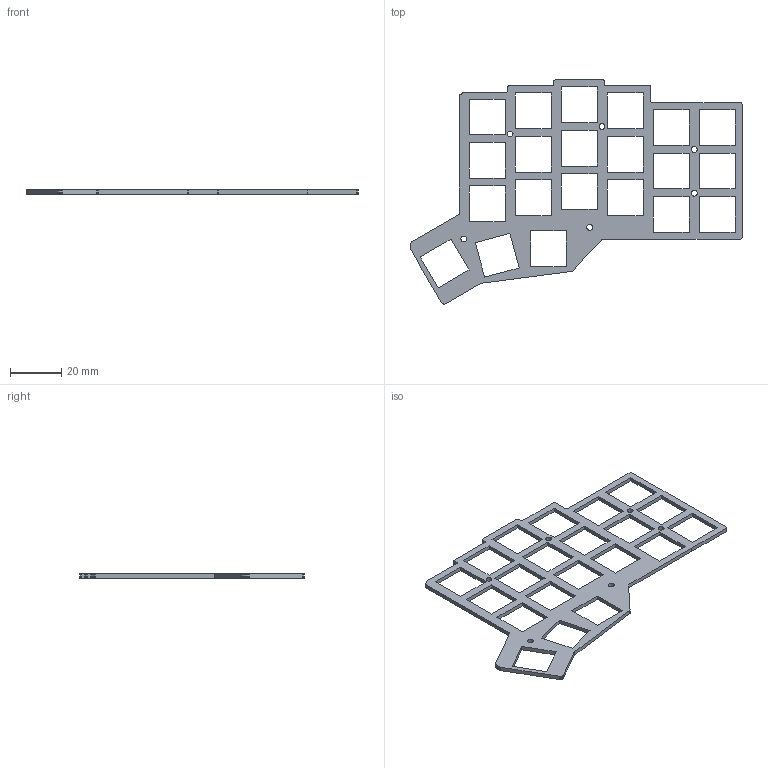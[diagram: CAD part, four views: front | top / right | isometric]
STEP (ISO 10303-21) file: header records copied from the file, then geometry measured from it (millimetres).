
FILE_DESCRIPTION(('KiCad electronic assembly'),'2;1');
FILE_NAME('chococorne hotswap plate.step','2023-07-19T10:42:07',( 'Pcbnew'),('Kicad'),'Open CASCADE STEP processor 7.6', 'KiCad to STEP converter','Unknown');
FILE_SCHEMA(('AUTOMOTIVE_DESIGN { 1 0 10303 214 1 1 1 1 }'));
Length unit declared in the file: millimetre
Products named in the file (2): chococorne hotswap plate 1; PCB
Assembly tree (1 placements, depth 2):
  chococorne hotswap plate 1
    PCB
Bounding box: 129.99 x 87.72 x 1.58 mm (x, y, z)
Volume: 5473.9 mm3; surface area: 9483.2 mm2
Topology: 1 solids, 1 shells, 217 faces, 645 edges, 430 vertices
Faces by surface type: plane 211, cylinder 6
Full cylindrical faces by diameter (mm): 2.3 x6
Entity records: 15707 total; most frequent: CARTESIAN_POINT 2656, DIRECTION 2373, LINE 1911, VECTOR 1911, ORIENTED_EDGE 1290, PCURVE 1290, DEFINITIONAL_REPRESENTATION 1290, EDGE_CURVE 645
